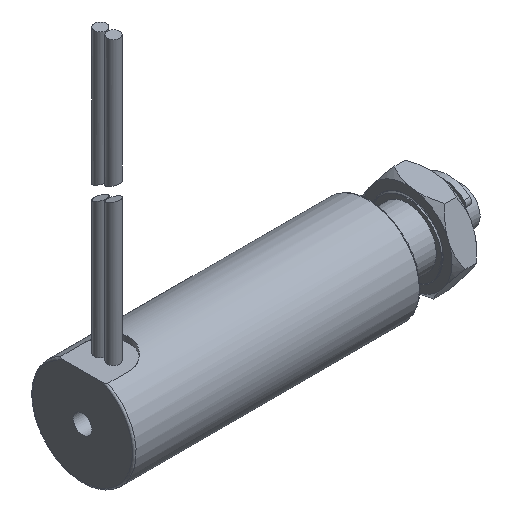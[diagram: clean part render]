
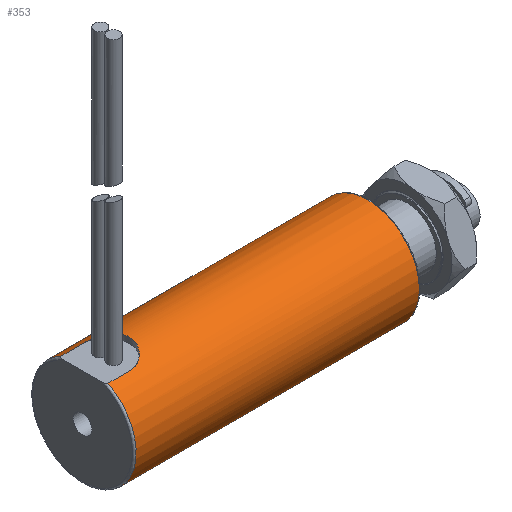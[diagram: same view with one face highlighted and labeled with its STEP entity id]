
A CAD part, isometric view. The second image highlights one B-rep face of the part: STEP entity #353.
In plain terms, the highlighted cylindrical face has radius 5.5 mm (diameter 11 mm), a full revolution.
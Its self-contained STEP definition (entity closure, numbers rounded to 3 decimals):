
#353 = ADVANCED_FACE( '', ( #663, #664 ), #665, .T. );
#663 = FACE_OUTER_BOUND( '', #1724, .T. );
#664 = FACE_OUTER_BOUND( '', #1725, .T. );
#665 = CYLINDRICAL_SURFACE( '', #1726, 5.5 );
#1724 = EDGE_LOOP( '', ( #2368 ) );
#1725 = EDGE_LOOP( '', ( #2369, #2370, #2371, #2372 ) );
#1726 = AXIS2_PLACEMENT_3D( '', #2373, #2374, #2375 );
#2368 = ORIENTED_EDGE( '', *, *, #2664, .T. );
#2369 = ORIENTED_EDGE( '', *, *, #2715, .F. );
#2370 = ORIENTED_EDGE( '', *, *, #2632, .T. );
#2371 = ORIENTED_EDGE( '', *, *, #2714, .F. );
#2372 = ORIENTED_EDGE( '', *, *, #2708, .T. );
#2373 = CARTESIAN_POINT( '', ( 0., 0., 0. ) );
#2374 = DIRECTION( '', ( 1., 0., 0. ) );
#2375 = DIRECTION( '', ( 0., 0., 1. ) );
#2632 = EDGE_CURVE( '', #2933, #2934, #2936, .T. );
#2664 = EDGE_CURVE( '', #2987, #2987, #2988, .F. );
#2708 = EDGE_CURVE( '', #3048, #3050, #3052, .F. );
#2714 = EDGE_CURVE( '', #3048, #2934, #3060, .F. );
#2715 = EDGE_CURVE( '', #2933, #3050, #3061, .T. );
#2933 = VERTEX_POINT( '', #3544 );
#2934 = VERTEX_POINT( '', #3545 );
#2936 = B_SPLINE_CURVE_WITH_KNOTS( '', 3, ( #3547, #3548, #3549, #3550, #3551, #3552, #3553, #3554, #3555, #3556, #3557, #3558, #3559, #3560, #3561, #3562, #3563, #3564, #3565, #3566, #3567, #3568, #3569, #3570, #3571, #3572, #3573, #3574, #3575, #3576 ), .UNSPECIFIED., .F., .F., ( 4, 2, 2, 2, 2, 2, 2, 2, 2, 2, 2, 2, 2, 2, 4 ), ( 0., 0., 0.001, 0.001, 0.002, 0.003, 0.003, 0.004, 0.004, 0.005, 0.006, 0.006, 0.007, 0.007, 0.008 ), .UNSPECIFIED. );
#2987 = VERTEX_POINT( '', #3747 );
#2988 = CIRCLE( '', #3748, 5.5 );
#3048 = VERTEX_POINT( '', #3855 );
#3050 = VERTEX_POINT( '', #3866 );
#3052 = CIRCLE( '', #3877, 5.5 );
#3060 = LINE( '', #3887, #3888 );
#3061 = LINE( '', #3889, #3890 );
#3544 = CARTESIAN_POINT( '', ( 2.6, 2.498, 4.9 ) );
#3545 = CARTESIAN_POINT( '', ( 2.6, -2.498, 4.9 ) );
#3547 = CARTESIAN_POINT( '', ( 2.6, 2.498, 4.9 ) );
#3548 = CARTESIAN_POINT( '', ( 2.763, 2.491, 4.903 ) );
#3549 = CARTESIAN_POINT( '', ( 2.923, 2.469, 4.915 ) );
#3550 = CARTESIAN_POINT( '', ( 3.234, 2.395, 4.951 ) );
#3551 = CARTESIAN_POINT( '', ( 3.387, 2.343, 4.977 ) );
#3552 = CARTESIAN_POINT( '', ( 3.677, 2.211, 5.036 ) );
#3553 = CARTESIAN_POINT( '', ( 3.814, 2.133, 5.071 ) );
#3554 = CARTESIAN_POINT( '', ( 4.072, 1.951, 5.143 ) );
#3555 = CARTESIAN_POINT( '', ( 4.192, 1.847, 5.182 ) );
#3556 = CARTESIAN_POINT( '', ( 4.518, 1.508, 5.295 ) );
#3557 = CARTESIAN_POINT( '', ( 4.695, 1.237, 5.367 ) );
#3558 = CARTESIAN_POINT( '', ( 4.875, 0.797, 5.444 ) );
#3559 = CARTESIAN_POINT( '', ( 4.922, 0.642, 5.465 ) );
#3560 = CARTESIAN_POINT( '', ( 4.984, 0.324, 5.493 ) );
#3561 = CARTESIAN_POINT( '', ( 5., 0.164, 5.5 ) );
#3562 = CARTESIAN_POINT( '', ( 5., -0.158, 5.5 ) );
#3563 = CARTESIAN_POINT( '', ( 4.984, -0.322, 5.493 ) );
#3564 = CARTESIAN_POINT( '', ( 4.923, -0.638, 5.465 ) );
#3565 = CARTESIAN_POINT( '', ( 4.877, -0.792, 5.445 ) );
#3566 = CARTESIAN_POINT( '', ( 4.696, -1.237, 5.367 ) );
#3567 = CARTESIAN_POINT( '', ( 4.52, -1.506, 5.295 ) );
#3568 = CARTESIAN_POINT( '', ( 4.192, -1.847, 5.182 ) );
#3569 = CARTESIAN_POINT( '', ( 4.073, -1.95, 5.144 ) );
#3570 = CARTESIAN_POINT( '', ( 3.816, -2.131, 5.071 ) );
#3571 = CARTESIAN_POINT( '', ( 3.677, -2.211, 5.036 ) );
#3572 = CARTESIAN_POINT( '', ( 3.388, -2.342, 4.977 ) );
#3573 = CARTESIAN_POINT( '', ( 3.238, -2.394, 4.952 ) );
#3574 = CARTESIAN_POINT( '', ( 2.926, -2.469, 4.915 ) );
#3575 = CARTESIAN_POINT( '', ( 2.763, -2.491, 4.903 ) );
#3576 = CARTESIAN_POINT( '', ( 2.6, -2.498, 4.9 ) );
#3747 = CARTESIAN_POINT( '', ( 30.3, 0., -5.5 ) );
#3748 = AXIS2_PLACEMENT_3D( '', #4524, #4525, #4526 );
#3855 = CARTESIAN_POINT( '', ( 0.2, -2.498, 4.9 ) );
#3866 = CARTESIAN_POINT( '', ( 0.2, 2.498, 4.9 ) );
#3877 = AXIS2_PLACEMENT_3D( '', #4590, #4591, #4592 );
#3887 = CARTESIAN_POINT( '', ( 0., -2.498, 4.9 ) );
#3888 = VECTOR( '', #4598, 1000. );
#3889 = CARTESIAN_POINT( '', ( 0., 2.498, 4.9 ) );
#3890 = VECTOR( '', #4599, 1000. );
#4524 = CARTESIAN_POINT( '', ( 30.3, 0., 0. ) );
#4525 = DIRECTION( '', ( 1., 0., 0. ) );
#4526 = DIRECTION( '', ( 0., 0., -1. ) );
#4590 = CARTESIAN_POINT( '', ( 0.2, 0., 0. ) );
#4591 = DIRECTION( '', ( -1., 0., 0. ) );
#4592 = DIRECTION( '', ( 0., 0., 1. ) );
#4598 = DIRECTION( '', ( -1., 0., 0. ) );
#4599 = DIRECTION( '', ( -1., 0., 0. ) );
